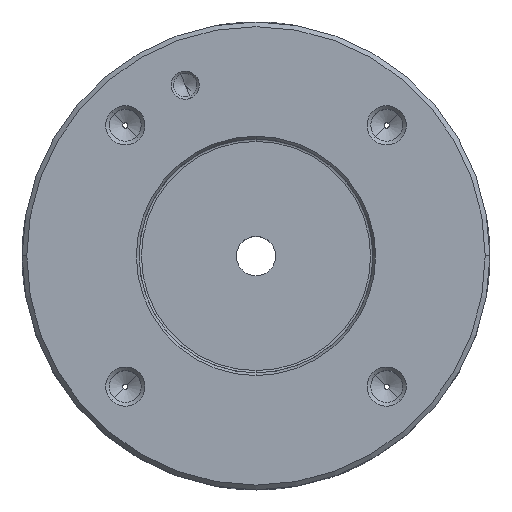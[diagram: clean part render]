
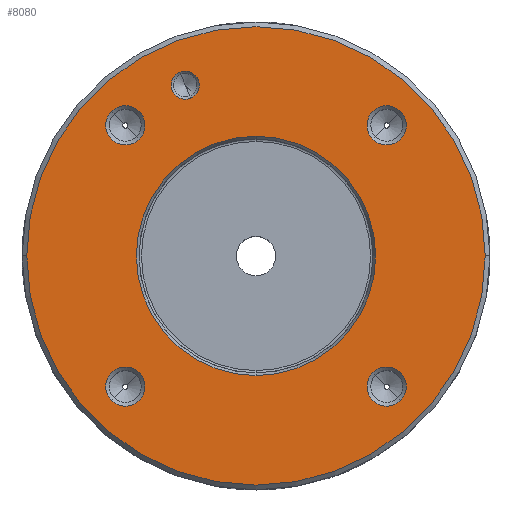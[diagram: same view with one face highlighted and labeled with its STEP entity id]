
A CAD part, top view. The second image highlights one B-rep face of the part: STEP entity #8080.
In plain terms, the highlighted planar face has unit normal (0, 0, 1).
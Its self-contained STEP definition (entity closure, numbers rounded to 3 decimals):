
#1197=CARTESIAN_POINT('',(0.,0.,
65.));
#1198=DIRECTION('',(0.,0.,1.));
#1199=DIRECTION('',(-1.,0.,0.));
#1200=AXIS2_PLACEMENT_3D('',#1197,#1198,#1199);
#1205=CARTESIAN_POINT('',(0.,0.,
65.));
#1206=DIRECTION('',(0.,0.,1.));
#1207=DIRECTION('',(1.,0.,0.));
#1208=AXIS2_PLACEMENT_3D('',#1205,#1206,#1207);
#1213=CARTESIAN_POINT('',(-15.116,36.493,65.));
#1214=DIRECTION('',(0.,0.,-1.));
#1215=DIRECTION('',(0.383,-0.924,0.));
#1216=AXIS2_PLACEMENT_3D('',#1213,#1214,#1215);
#1221=CARTESIAN_POINT('',(-15.116,36.493,65.));
#1222=DIRECTION('',(0.,0.,-1.));
#1223=DIRECTION('',(-0.383,0.924,0.));
#1224=AXIS2_PLACEMENT_3D('',#1221,#1222,#1223);
#1229=CARTESIAN_POINT('',(-27.931,-27.931,65.));
#1230=DIRECTION('',(0.,0.,-1.));
#1231=DIRECTION('',(-0.707,-0.707,0.));
#1232=AXIS2_PLACEMENT_3D('',#1229,#1230,#1231);
#1237=CARTESIAN_POINT('',(-27.931,-27.931,65.));
#1238=DIRECTION('',(0.,0.,-1.));
#1239=DIRECTION('',(0.707,0.707,0.));
#1240=AXIS2_PLACEMENT_3D('',#1237,#1238,#1239);
#1245=CARTESIAN_POINT('',(-27.931,27.931,65.));
#1246=DIRECTION('',(0.,0.,-1.));
#1247=DIRECTION('',(-0.707,0.707,0.));
#1248=AXIS2_PLACEMENT_3D('',#1245,#1246,#1247);
#1253=CARTESIAN_POINT('',(-27.931,27.931,65.));
#1254=DIRECTION('',(0.,0.,-1.));
#1255=DIRECTION('',(0.707,-0.707,0.));
#1256=AXIS2_PLACEMENT_3D('',#1253,#1254,#1255);
#1261=CARTESIAN_POINT('',(27.931,27.931,65.));
#1262=DIRECTION('',(0.,0.,-1.));
#1263=DIRECTION('',(0.707,0.707,0.));
#1264=AXIS2_PLACEMENT_3D('',#1261,#1262,#1263);
#1269=CARTESIAN_POINT('',(27.931,27.931,65.));
#1270=DIRECTION('',(0.,0.,-1.));
#1271=DIRECTION('',(-0.707,-0.707,0.));
#1272=AXIS2_PLACEMENT_3D('',#1269,#1270,#1271);
#1277=CARTESIAN_POINT('',(27.931,-27.931,65.));
#1278=DIRECTION('',(0.,0.,-1.));
#1279=DIRECTION('',(0.707,-0.707,0.));
#1280=AXIS2_PLACEMENT_3D('',#1277,#1278,#1279);
#1285=CARTESIAN_POINT('',(27.931,-27.931,65.));
#1286=DIRECTION('',(0.,0.,-1.));
#1287=DIRECTION('',(-0.707,0.707,0.));
#1288=AXIS2_PLACEMENT_3D('',#1285,#1286,#1287);
#1300=CARTESIAN_POINT('',(0.,0.,65.));
#1301=DIRECTION('',(0.,0.,-1.));
#1302=DIRECTION('',(0.,-1.,0.));
#1303=AXIS2_PLACEMENT_3D('',#1300,#1301,#1302);
#1316=CARTESIAN_POINT('',(0.,0.,65.));
#1317=DIRECTION('',(0.,0.,-1.));
#1318=DIRECTION('',(0.,1.,0.));
#1319=AXIS2_PLACEMENT_3D('',#1316,#1317,#1318);
#7090=CARTESIAN_POINT('',(-49.,0.,
65.));
#7091=CARTESIAN_POINT('',(49.,0.,
65.));
#7092=VERTEX_POINT('',#7090);
#7093=VERTEX_POINT('',#7091);
#7551=CARTESIAN_POINT('',(-13.968,33.722,65.));
#7552=VERTEX_POINT('',#7551);
#7553=CARTESIAN_POINT('',(-16.264,39.265,65.));
#7554=VERTEX_POINT('',#7553);
#7567=CARTESIAN_POINT('',(-30.901,-30.901,65.));
#7568=VERTEX_POINT('',#7567);
#7569=CARTESIAN_POINT('',(-24.961,-24.961,65.));
#7570=VERTEX_POINT('',#7569);
#7579=CARTESIAN_POINT('',(-30.901,30.901,65.));
#7580=VERTEX_POINT('',#7579);
#7581=CARTESIAN_POINT('',(-24.961,24.961,65.));
#7582=VERTEX_POINT('',#7581);
#7591=CARTESIAN_POINT('',(30.901,30.901,65.));
#7592=VERTEX_POINT('',#7591);
#7593=CARTESIAN_POINT('',(24.961,24.961,65.));
#7594=VERTEX_POINT('',#7593);
#7603=CARTESIAN_POINT('',(30.901,-30.901,65.));
#7604=VERTEX_POINT('',#7603);
#7605=CARTESIAN_POINT('',(24.961,-24.961,65.));
#7606=VERTEX_POINT('',#7605);
#7659=CARTESIAN_POINT('',(0.,-25.577,65.));
#7660=CARTESIAN_POINT('',(0.,25.577,65.));
#7661=VERTEX_POINT('',#7659);
#7662=VERTEX_POINT('',#7660);
#8034=CARTESIAN_POINT('',(0.,0.,65.));
#8035=DIRECTION('',(0.,0.,-1.));
#8036=DIRECTION('',(1.,0.,0.));
#8037=AXIS2_PLACEMENT_3D('',#8034,#8035,#8036);
#8038=PLANE('',#8037);
#8039=ORIENTED_EDGE('',*,*,#8024,.F.);
#8041=ORIENTED_EDGE('',*,*,#8040,.F.);
#8042=EDGE_LOOP('',(#8039,#8041));
#8043=FACE_OUTER_BOUND('',#8042,.F.);
#8045=ORIENTED_EDGE('',*,*,#8044,.F.);
#8047=ORIENTED_EDGE('',*,*,#8046,.F.);
#8048=EDGE_LOOP('',(#8045,#8047));
#8049=FACE_BOUND('',#8048,.F.);
#8051=ORIENTED_EDGE('',*,*,#8050,.F.);
#8053=ORIENTED_EDGE('',*,*,#8052,.F.);
#8054=EDGE_LOOP('',(#8051,#8053));
#8055=FACE_BOUND('',#8054,.F.);
#8057=ORIENTED_EDGE('',*,*,#8056,.F.);
#8059=ORIENTED_EDGE('',*,*,#8058,.F.);
#8060=EDGE_LOOP('',(#8057,#8059));
#8061=FACE_BOUND('',#8060,.F.);
#8063=ORIENTED_EDGE('',*,*,#8062,.F.);
#8065=ORIENTED_EDGE('',*,*,#8064,.F.);
#8066=EDGE_LOOP('',(#8063,#8065));
#8067=FACE_BOUND('',#8066,.F.);
#8069=ORIENTED_EDGE('',*,*,#8068,.F.);
#8071=ORIENTED_EDGE('',*,*,#8070,.F.);
#8072=EDGE_LOOP('',(#8069,#8071));
#8073=FACE_BOUND('',#8072,.F.);
#8075=ORIENTED_EDGE('',*,*,#8074,.F.);
#8077=ORIENTED_EDGE('',*,*,#8076,.F.);
#8078=EDGE_LOOP('',(#8075,#8077));
#8079=FACE_BOUND('',#8078,.F.);
#1201=CIRCLE('',#1200,49.);
#1209=CIRCLE('',#1208,49.);
#1217=CIRCLE('',#1216,3.);
#1225=CIRCLE('',#1224,3.);
#1233=CIRCLE('',#1232,4.2);
#1241=CIRCLE('',#1240,4.2);
#1249=CIRCLE('',#1248,4.2);
#1257=CIRCLE('',#1256,4.2);
#1265=CIRCLE('',#1264,4.2);
#1273=CIRCLE('',#1272,4.2);
#1281=CIRCLE('',#1280,4.2);
#1289=CIRCLE('',#1288,4.2);
#1304=CIRCLE('',#1303,25.577);
#1320=CIRCLE('',#1319,25.577);
#8024=EDGE_CURVE('',#7092,#7093,#1201,.T.);
#8040=EDGE_CURVE('',#7093,#7092,#1209,.T.);
#8044=EDGE_CURVE('',#7661,#7662,#1304,.T.);
#8046=EDGE_CURVE('',#7662,#7661,#1320,.T.);
#8050=EDGE_CURVE('',#7552,#7554,#1217,.T.);
#8052=EDGE_CURVE('',#7554,#7552,#1225,.T.);
#8056=EDGE_CURVE('',#7568,#7570,#1233,.T.);
#8058=EDGE_CURVE('',#7570,#7568,#1241,.T.);
#8062=EDGE_CURVE('',#7580,#7582,#1249,.T.);
#8064=EDGE_CURVE('',#7582,#7580,#1257,.T.);
#8068=EDGE_CURVE('',#7592,#7594,#1265,.T.);
#8070=EDGE_CURVE('',#7594,#7592,#1273,.T.);
#8074=EDGE_CURVE('',#7604,#7606,#1281,.T.);
#8076=EDGE_CURVE('',#7606,#7604,#1289,.T.);
#8080=ADVANCED_FACE('',(#8043,#8049,#8055,#8061,#8067,#8073,#8079),#8038,.F.);
